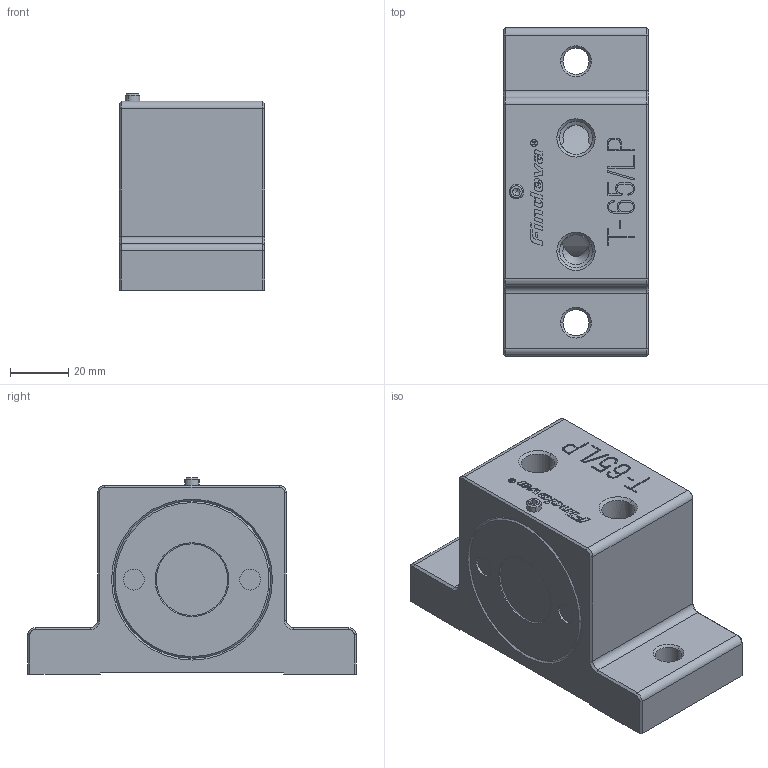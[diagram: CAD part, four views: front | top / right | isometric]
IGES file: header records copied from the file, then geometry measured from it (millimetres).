
Global section: file name: No Iges File Name specified; native system: Autodesk Inventor 2011; preprocessor: AutoDesk Inventor Iges Exporter R2011; author: Petr; date: 20120329.104818; units: millimetre
Bounding box: 50 x 113 x 67.5 mm (x, y, z)
Volume: 238590.5 mm3; surface area: 29835.4 mm2
Topology: 1 solids, 2 shells, 391 faces, 1001 edges, 653 vertices
Faces by surface type: plane 221, revolution 80, bspline 41, cylinder 30, cone 14, torus 5
